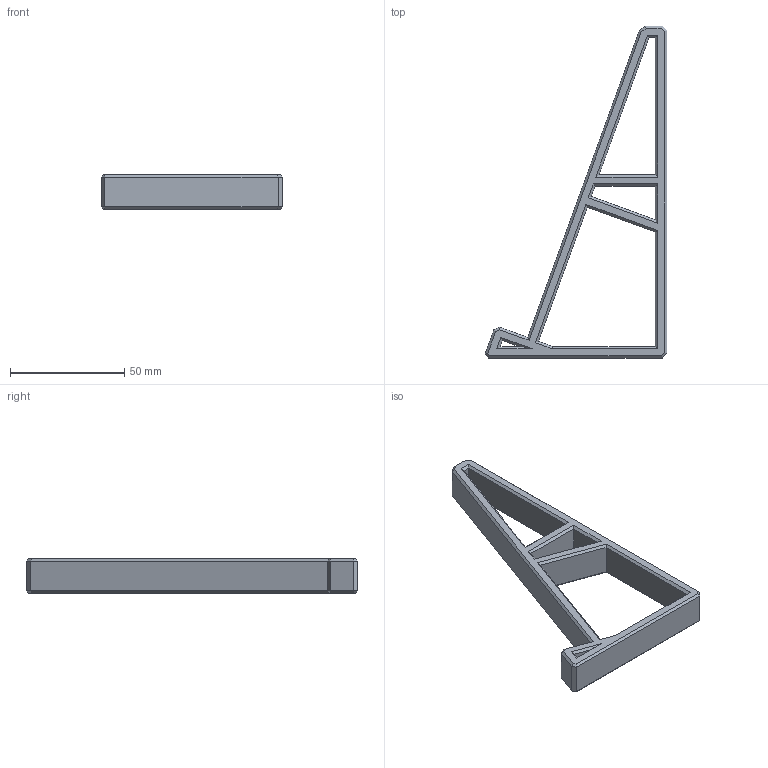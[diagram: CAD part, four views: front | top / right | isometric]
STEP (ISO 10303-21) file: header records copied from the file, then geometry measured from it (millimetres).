
FILE_DESCRIPTION(/* description */ (''),/* implementation_level */ '2;1');
FILE_NAME(/* name */ 'Stand 2.step',/* time_stamp */ '2023-11-28T15:49:21-05:00',/* author */ (''),/* organization */ (''),/* preprocessor_version */ 'ST-DEVELOPER v20',/* originating_system */ 'Autodesk Translation Framework v12.14.0.127',/* authorisation */ '');
FILE_SCHEMA (('AUTOMOTIVE_DESIGN { 1 0 10303 214 3 1 1 }'));
Length unit declared in the file: millimetre
Products named in the file (1): (Unsaved)
Bounding box: 79.32 x 145 x 15 mm (x, y, z)
Volume: 32472 mm3; surface area: 16165.9 mm2
Topology: 1 solids, 1 shells, 83 faces, 189 edges, 108 vertices
Faces by surface type: plane 83
Entity records: 2260 total; most frequent: CARTESIAN_POINT 381, ORIENTED_EDGE 378, DIRECTION 357, LINE 189, VECTOR 189, EDGE_CURVE 189, VERTEX_POINT 108, EDGE_LOOP 91
